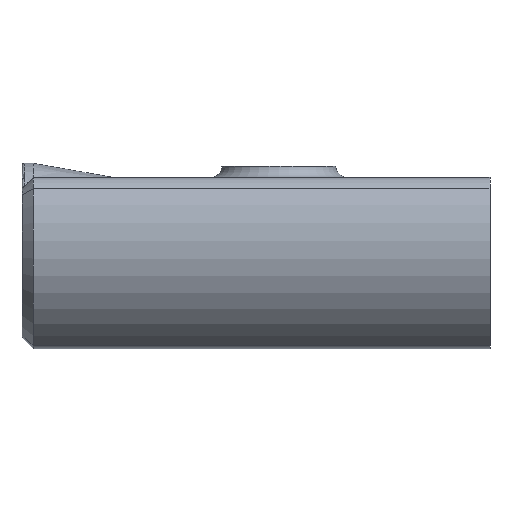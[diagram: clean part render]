
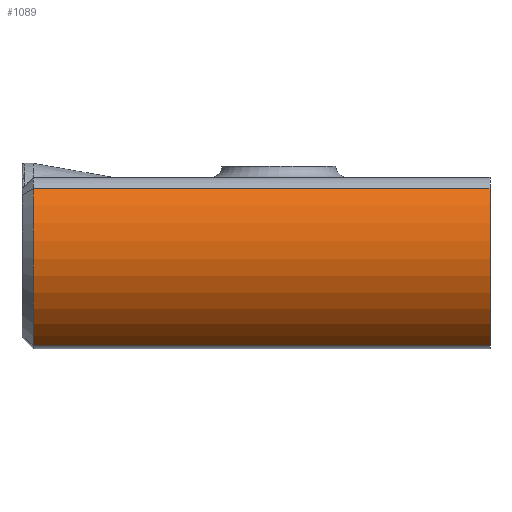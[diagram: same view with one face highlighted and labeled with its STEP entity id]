
A CAD part, front view. The second image highlights one B-rep face of the part: STEP entity #1089.
In plain terms, the highlighted cylindrical face has radius 10 mm (diameter 20 mm), a partial arc.
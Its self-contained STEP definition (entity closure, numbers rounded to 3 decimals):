
#32=CYLINDRICAL_SURFACE('',#1197,10.);
#118=LINE('',#1841,#213);
#119=LINE('',#1843,#214);
#213=VECTOR('',#1460,10.);
#214=VECTOR('',#1463,10.);
#321=FACE_OUTER_BOUND('',#392,.T.);
#392=EDGE_LOOP('',(#905,#906,#907,#908));
#446=CIRCLE('',#1162,10.);
#466=CIRCLE('',#1190,10.);
#532=VERTEX_POINT('',#1721);
#533=VERTEX_POINT('',#1723);
#559=VERTEX_POINT('',#1803);
#561=VERTEX_POINT('',#1809);
#650=EDGE_CURVE('',#533,#532,#446,.T.);
#688=EDGE_CURVE('',#559,#561,#466,.T.);
#695=EDGE_CURVE('',#561,#532,#118,.T.);
#696=EDGE_CURVE('',#533,#559,#119,.T.);
#905=ORIENTED_EDGE('',*,*,#688,.F.);
#906=ORIENTED_EDGE('',*,*,#696,.F.);
#907=ORIENTED_EDGE('',*,*,#650,.T.);
#908=ORIENTED_EDGE('',*,*,#695,.F.);
#1089=ADVANCED_FACE('',(#321),#32,.T.);
#1162=AXIS2_PLACEMENT_3D('',#1724,#1372,#1373);
#1190=AXIS2_PLACEMENT_3D('',#1813,#1444,#1445);
#1197=AXIS2_PLACEMENT_3D('',#1842,#1461,#1462);
#1372=DIRECTION('center_axis',(-1.,0.,0.));
#1373=DIRECTION('ref_axis',(0.,0.,-1.));
#1444=DIRECTION('center_axis',(-1.,0.,0.));
#1445=DIRECTION('ref_axis',(0.,0.,-1.));
#1460=DIRECTION('',(1.,0.,0.));
#1461=DIRECTION('center_axis',(1.,0.,0.));
#1462=DIRECTION('ref_axis',(0.,0.,-1.));
#1463=DIRECTION('',(-1.,0.,0.));
#1721=CARTESIAN_POINT('',(18.,-8.688,6.));
#1723=CARTESIAN_POINT('',(18.,-4.868,-7.75));
#1724=CARTESIAN_POINT('Origin',(18.,-0.028,1.));
#1803=CARTESIAN_POINT('',(-22.,-4.868,-7.75));
#1809=CARTESIAN_POINT('',(-22.,-8.688,6.));
#1813=CARTESIAN_POINT('Origin',(-22.,-0.028,1.));
#1841=CARTESIAN_POINT('',(3.5,-8.688,6.));
#1842=CARTESIAN_POINT('Origin',(3.5,-0.028,1.));
#1843=CARTESIAN_POINT('',(3.5,-4.868,-7.75));
